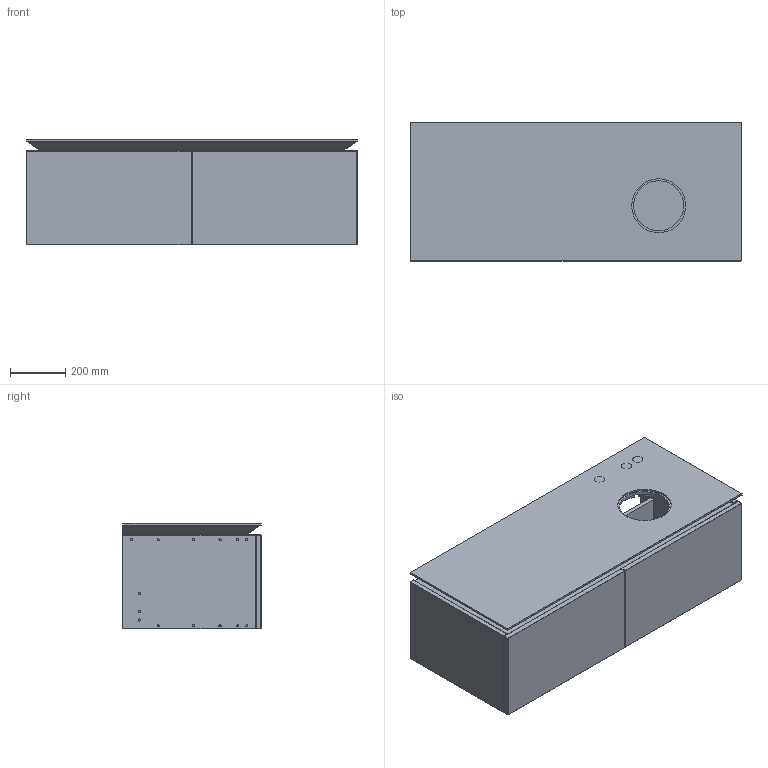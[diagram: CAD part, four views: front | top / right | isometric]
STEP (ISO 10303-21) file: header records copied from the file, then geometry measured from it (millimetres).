
FILE_DESCRIPTION((' '),'2;1');
FILE_NAME('B58100_B581L0.stp','2022-05-16T07:49:40',(' '),(' '),' ','ACIS',' ');
FILE_SCHEMA(('CONFIG_CONTROL_DESIGN'));
Length unit declared in the file: millimetre
Products named in the file (19): B58100_B581L0.stp; Körper1; Körper2; Körper3; Körper4; Körper5; Körper6; Körper7; Körper8; Körper9; Körper10; Körper11; Körper12; Körper13; Körper14; Körper15; Körper16; Körper17; Körper18
Assembly tree (18 placements, depth 2):
  B58100_B581L0.stp
    Körper1
    Körper2
    Körper3
    Körper4
    Körper5
    Körper6
    Körper7
    Körper8
    Körper9
    Körper10
    Körper11
    Körper12
    Körper13
    Körper14
    Körper15
    Körper16
    Körper17
    Körper18
Bounding box: 1201.5 x 500 x 381.8 mm (x, y, z)
Volume: 60283808.1 mm3; surface area: 6322163.9 mm2
Topology: 18 solids, 18 shells, 627 faces, 1279 edges, 866 vertices
Faces by surface type: plane 388, cylinder 237, cone 1, torus 1
Full cylindrical faces by diameter (mm): 3 x66, 5 x21, 6.5 x6, 8 x51, 8.01 x38, 10 x16, 26 x1
Entity records: 18083 total; most frequent: DIRECTION 2860, CARTESIAN_POINT 2570, ORIENTED_EDGE 2070, AXIS2_PLACEMENT_3D 1166, EDGE_LOOP 1054, EDGE_CURVE 1035, VERTEX_POINT 823, FACE_OUTER_BOUND 627
